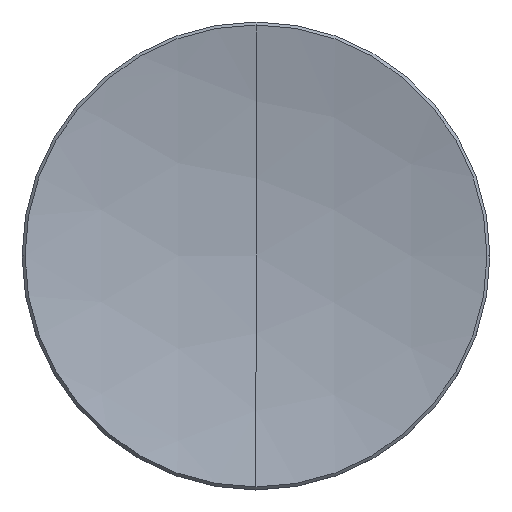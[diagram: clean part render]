
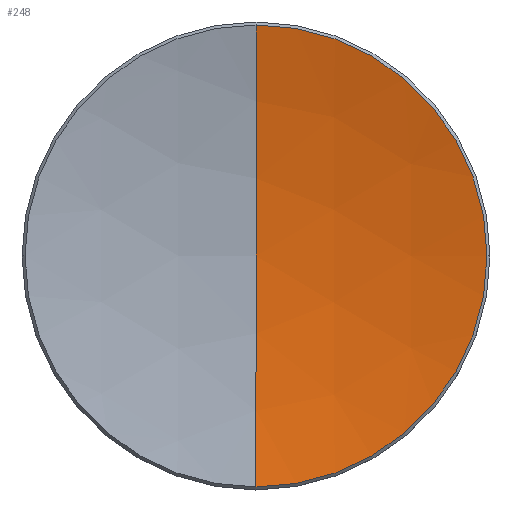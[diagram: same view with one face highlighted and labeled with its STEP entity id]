
A CAD part, top view. The second image highlights one B-rep face of the part: STEP entity #248.
In plain terms, the highlighted spherical face has radius 55.2 mm.
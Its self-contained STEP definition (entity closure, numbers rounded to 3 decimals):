
#6 = AXIS2_PLACEMENT_3D ( 'NONE', #205, #181, #200 ) ;
#7 = EDGE_CURVE ( 'NONE', #78, #166, #104, .T. ) ;
#11 = CARTESIAN_POINT ( 'NONE',  ( 0., 0., 65.719 ) ) ;
#25 = EDGE_CURVE ( 'NONE', #221, #160, #234, .T. ) ;
#36 = ORIENTED_EDGE ( 'NONE', *, *, #7, .F. ) ;
#45 = AXIS2_PLACEMENT_3D ( 'NONE', #11, #272, #80 ) ;
#47 = FACE_OUTER_BOUND ( 'NONE', #50, .T. ) ;
#50 = EDGE_LOOP ( 'NONE', ( #36, #58, #204, #115 ) ) ;
#58 = ORIENTED_EDGE ( 'NONE', *, *, #236, .T. ) ;
#62 = DIRECTION ( 'NONE',  ( 0., -1., 0. ) ) ;
#78 = VERTEX_POINT ( 'NONE', #82 ) ;
#80 = DIRECTION ( 'NONE',  ( 0., 0., -1. ) ) ;
#82 = CARTESIAN_POINT ( 'NONE',  ( 0., 0., 10.519 ) ) ;
#90 = AXIS2_PLACEMENT_3D ( 'NONE', #176, #239, #62 ) ;
#104 = CIRCLE ( 'NONE', #45, 55.2 ) ;
#108 = DIRECTION ( 'NONE',  ( 1., 0., 0. ) ) ;
#111 = CARTESIAN_POINT ( 'NONE',  ( 0., 0., 65.719 ) ) ;
#115 = ORIENTED_EDGE ( 'NONE', *, *, #281, .T. ) ;
#126 = CIRCLE ( 'NONE', #213, 12.538 ) ;
#149 = SPHERICAL_SURFACE ( 'NONE', #218, 55.2 ) ;
#160 = VERTEX_POINT ( 'NONE', #210 ) ;
#166 = VERTEX_POINT ( 'NONE', #279 ) ;
#175 = DIRECTION ( 'NONE',  ( -1., 0., 0. ) ) ;
#176 = CARTESIAN_POINT ( 'NONE',  ( 0., 0., 65.719 ) ) ;
#181 = DIRECTION ( 'NONE',  ( 0., 0., 1. ) ) ;
#200 = DIRECTION ( 'NONE',  ( 1., 0., 0. ) ) ;
#204 = ORIENTED_EDGE ( 'NONE', *, *, #25, .T. ) ;
#205 = CARTESIAN_POINT ( 'NONE',  ( 0., 0., 11.962 ) ) ;
#210 = CARTESIAN_POINT ( 'NONE',  ( 12.538, 0., 11.962 ) ) ;
#213 = AXIS2_PLACEMENT_3D ( 'NONE', #216, #241, #108 ) ;
#216 = CARTESIAN_POINT ( 'NONE',  ( 0., 0., 11.962 ) ) ;
#218 = AXIS2_PLACEMENT_3D ( 'NONE', #111, #175, #262 ) ;
#221 = VERTEX_POINT ( 'NONE', #258 ) ;
#233 = CIRCLE ( 'NONE', #90, 55.2 ) ;
#234 = CIRCLE ( 'NONE', #6, 12.538 ) ;
#236 = EDGE_CURVE ( 'NONE', #78, #221, #233, .T. ) ;
#239 = DIRECTION ( 'NONE',  ( -1., 0., 0. ) ) ;
#241 = DIRECTION ( 'NONE',  ( 0., 0., 1. ) ) ;
#248 = ADVANCED_FACE ( 'NONE', ( #47 ), #149, .F. ) ;
#258 = CARTESIAN_POINT ( 'NONE',  ( 0., -12.538, 11.962 ) ) ;
#262 = DIRECTION ( 'NONE',  ( 0., 1., 0. ) ) ;
#272 = DIRECTION ( 'NONE',  ( 1., 0., 0. ) ) ;
#279 = CARTESIAN_POINT ( 'NONE',  ( 0., 12.538, 11.962 ) ) ;
#281 = EDGE_CURVE ( 'NONE', #160, #166, #126, .T. ) ;
